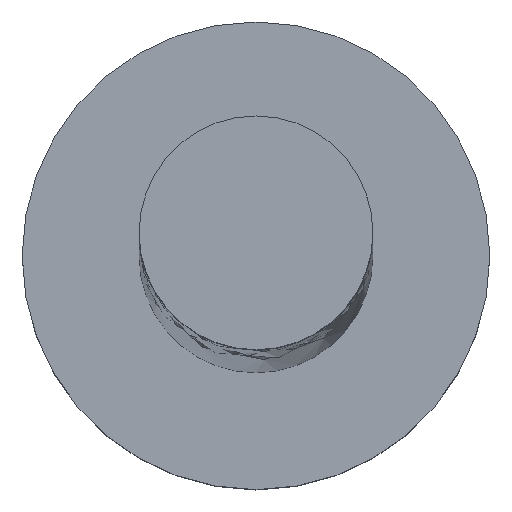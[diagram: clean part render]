
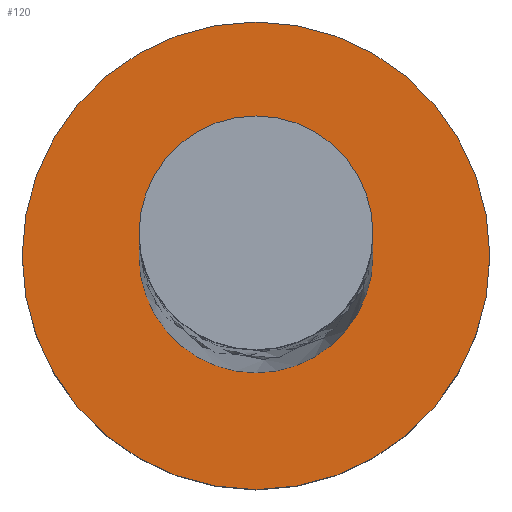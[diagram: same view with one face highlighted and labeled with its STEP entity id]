
A CAD part, top view. The second image highlights one B-rep face of the part: STEP entity #120.
In plain terms, the highlighted planar face has unit normal (0, 0, 1).
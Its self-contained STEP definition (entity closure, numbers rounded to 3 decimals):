
#2 = DIRECTION ( 'NONE',  ( 1., 0., 0. ) ) ;
#37 = DIRECTION ( 'NONE',  ( 1., 0., 0. ) ) ;
#53 = ORIENTED_EDGE ( 'NONE', *, *, #777, .T. ) ;
#111 = EDGE_LOOP ( 'NONE', ( #53, #1508 ) ) ;
#120 = ADVANCED_FACE ( 'NONE', ( #718, #1486 ), #355, .T. ) ;
#143 = VERTEX_POINT ( 'NONE', #836 ) ;
#182 = ORIENTED_EDGE ( 'NONE', *, *, #850, .F. ) ;
#227 = DIRECTION ( 'NONE',  ( 1., 0., 0. ) ) ;
#355 = PLANE ( 'NONE',  #573 ) ;
#370 = DIRECTION ( 'NONE',  ( 0., 0., 1. ) ) ;
#400 = AXIS2_PLACEMENT_3D ( 'NONE', #1261, #370, #2 ) ;
#444 = VERTEX_POINT ( 'NONE', #1603 ) ;
#476 = CARTESIAN_POINT ( 'NONE',  ( -1.75, 0., 3. ) ) ;
#573 = AXIS2_PLACEMENT_3D ( 'NONE', #1240, #1451, #227 ) ;
#659 = CIRCLE ( 'NONE', #1559, 3.5 ) ;
#718 = FACE_BOUND ( 'NONE', #1166, .T. ) ;
#723 = DIRECTION ( 'NONE',  ( 0., 0., 1. ) ) ;
#777 = EDGE_CURVE ( 'NONE', #444, #1087, #659, .T. ) ;
#836 = CARTESIAN_POINT ( 'NONE',  ( 1.75, 0., 3. ) ) ;
#850 = EDGE_CURVE ( 'NONE', #1017, #143, #861, .T. ) ;
#861 = CIRCLE ( 'NONE', #1091, 1.75 ) ;
#961 = CARTESIAN_POINT ( 'NONE',  ( 0., 0., 3. ) ) ;
#984 = AXIS2_PLACEMENT_3D ( 'NONE', #1101, #723, #1459 ) ;
#1017 = VERTEX_POINT ( 'NONE', #476 ) ;
#1062 = DIRECTION ( 'NONE',  ( 1., 0., 0. ) ) ;
#1087 = VERTEX_POINT ( 'NONE', #1360 ) ;
#1091 = AXIS2_PLACEMENT_3D ( 'NONE', #1323, #1103, #37 ) ;
#1101 = CARTESIAN_POINT ( 'NONE',  ( 0., 0., 3. ) ) ;
#1103 = DIRECTION ( 'NONE',  ( 0., 0., 1. ) ) ;
#1164 = EDGE_CURVE ( 'NONE', #1087, #444, #1300, .T. ) ;
#1166 = EDGE_LOOP ( 'NONE', ( #182, #1497 ) ) ;
#1177 = DIRECTION ( 'NONE',  ( 0., 0., 1. ) ) ;
#1240 = CARTESIAN_POINT ( 'NONE',  ( 0., 0., 3. ) ) ;
#1245 = CIRCLE ( 'NONE', #400, 1.75 ) ;
#1261 = CARTESIAN_POINT ( 'NONE',  ( 0., 0., 3. ) ) ;
#1291 = EDGE_CURVE ( 'NONE', #143, #1017, #1245, .T. ) ;
#1300 = CIRCLE ( 'NONE', #984, 3.5 ) ;
#1323 = CARTESIAN_POINT ( 'NONE',  ( 0., 0., 3. ) ) ;
#1360 = CARTESIAN_POINT ( 'NONE',  ( 3.5, 0., 3. ) ) ;
#1451 = DIRECTION ( 'NONE',  ( 0., 0., 1. ) ) ;
#1459 = DIRECTION ( 'NONE',  ( 1., 0., 0. ) ) ;
#1486 = FACE_OUTER_BOUND ( 'NONE', #111, .T. ) ;
#1497 = ORIENTED_EDGE ( 'NONE', *, *, #1291, .F. ) ;
#1508 = ORIENTED_EDGE ( 'NONE', *, *, #1164, .T. ) ;
#1559 = AXIS2_PLACEMENT_3D ( 'NONE', #961, #1177, #1062 ) ;
#1603 = CARTESIAN_POINT ( 'NONE',  ( -3.5, 0., 3. ) ) ;
